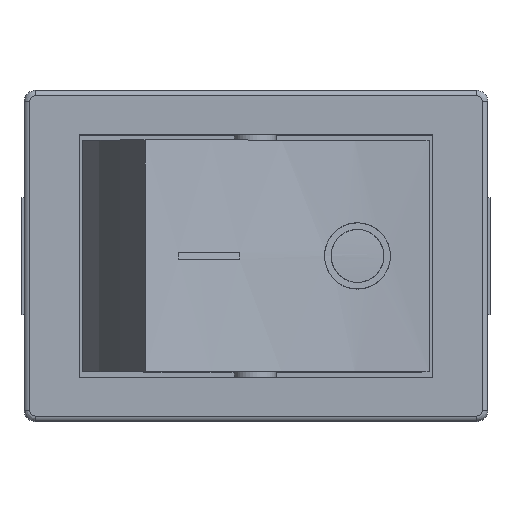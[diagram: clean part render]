
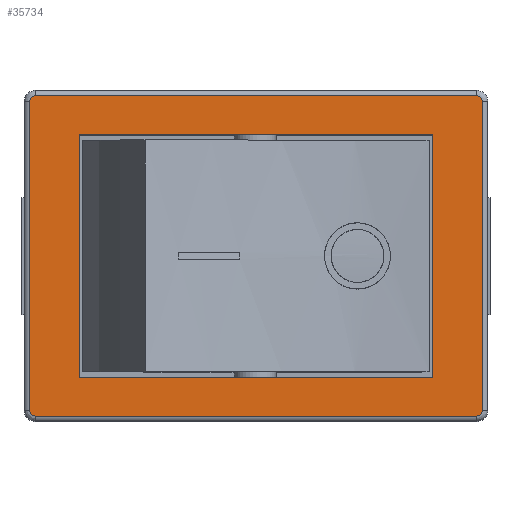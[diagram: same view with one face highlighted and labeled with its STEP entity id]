
A CAD part, top view. The second image highlights one B-rep face of the part: STEP entity #35734.
In plain terms, the highlighted planar face has unit normal (0, 0, 1).
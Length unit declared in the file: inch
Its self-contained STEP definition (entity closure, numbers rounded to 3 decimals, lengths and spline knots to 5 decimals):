
#35189=CARTESIAN_POINT('',(-0.31496,0.21654,0.64567));
#35190=VERTEX_POINT('',#35189);
#35197=CARTESIAN_POINT('',(-0.31496,-0.21654,0.64567));
#35198=VERTEX_POINT('',#35197);
#35199=CARTESIAN_POINT('',(-0.31496,-0.21654,0.64567));
#35200=DIRECTION('',(0.0,1.0,0.0));
#35201=VECTOR('',#35200,0.43307);
#35202=LINE('',#35199,#35201);
#35203=EDGE_CURVE('',#35198,#35190,#35202,.T.);
#35228=CARTESIAN_POINT('',(0.31496,-0.21654,0.64567));
#35229=VERTEX_POINT('',#35228);
#35230=CARTESIAN_POINT('',(0.31496,-0.21654,0.64567));
#35231=DIRECTION('',(-1.0,0.0,0.0));
#35232=VECTOR('',#35231,0.62992);
#35233=LINE('',#35230,#35232);
#35234=EDGE_CURVE('',#35229,#35198,#35233,.T.);
#35262=CARTESIAN_POINT('',(0.31496,0.21654,0.64567));
#35263=VERTEX_POINT('',#35262);
#35264=CARTESIAN_POINT('',(0.31496,0.21654,0.64567));
#35265=DIRECTION('',(0.0,-1.0,0.0));
#35266=VECTOR('',#35265,0.43307);
#35267=LINE('',#35264,#35266);
#35268=EDGE_CURVE('',#35263,#35229,#35267,.T.);
#35291=CARTESIAN_POINT('',(-0.31496,0.21654,0.64567));
#35292=DIRECTION('',(1.0,0.0,0.0));
#35293=VECTOR('',#35292,0.62992);
#35294=LINE('',#35291,#35293);
#35295=EDGE_CURVE('',#35190,#35263,#35294,.T.);
#35323=CARTESIAN_POINT('',(-0.3937,0.28543,0.64567));
#35324=VERTEX_POINT('',#35323);
#35332=CARTESIAN_POINT('',(0.3937,0.28543,0.64567));
#35333=VERTEX_POINT('',#35332);
#35334=CARTESIAN_POINT('',(-0.3937,0.28543,0.64567));
#35335=DIRECTION('',(1.0,0.0,0.0));
#35336=VECTOR('',#35335,0.7874);
#35337=LINE('',#35334,#35336);
#35338=EDGE_CURVE('',#35324,#35333,#35337,.T.);
#35377=CARTESIAN_POINT('',(-0.40354,0.27559,0.64567));
#35378=VERTEX_POINT('',#35377);
#35386=CARTESIAN_POINT('',(-0.3937,0.27559,0.64567));
#35387=DIRECTION('',(0.0,0.0,-1.0));
#35388=DIRECTION('',(-0.707,0.707,0.0));
#35389=AXIS2_PLACEMENT_3D('',#35386,#35387,#35388);
#35390=CIRCLE('',#35389,0.00984);
#35391=EDGE_CURVE('',#35378,#35324,#35390,.T.);
#35427=CARTESIAN_POINT('',(0.40354,0.27559,0.64567));
#35428=VERTEX_POINT('',#35427);
#35446=CARTESIAN_POINT('',(0.3937,0.27559,0.64567));
#35447=DIRECTION('',(0.0,0.0,-1.0));
#35448=DIRECTION('',(0.707,0.707,0.0));
#35449=AXIS2_PLACEMENT_3D('',#35446,#35447,#35448);
#35450=CIRCLE('',#35449,0.00984);
#35451=EDGE_CURVE('',#35333,#35428,#35450,.T.);
#35463=CARTESIAN_POINT('',(-0.40354,-0.27559,0.64567));
#35464=VERTEX_POINT('',#35463);
#35472=CARTESIAN_POINT('',(-0.40354,-0.27559,0.64567));
#35473=DIRECTION('',(0.0,1.0,0.0));
#35474=VECTOR('',#35473,0.55118);
#35475=LINE('',#35472,#35474);
#35476=EDGE_CURVE('',#35464,#35378,#35475,.T.);
#35493=CARTESIAN_POINT('',(0.40354,-0.27559,0.64567));
#35494=VERTEX_POINT('',#35493);
#35511=CARTESIAN_POINT('',(0.40354,0.27559,0.64567));
#35512=DIRECTION('',(0.0,-1.0,0.0));
#35513=VECTOR('',#35512,0.55118);
#35514=LINE('',#35511,#35513);
#35515=EDGE_CURVE('',#35428,#35494,#35514,.T.);
#35539=CARTESIAN_POINT('',(-0.3937,-0.28543,0.64567));
#35540=VERTEX_POINT('',#35539);
#35548=CARTESIAN_POINT('',(-0.3937,-0.27559,0.64567));
#35549=DIRECTION('',(0.0,0.0,-1.0));
#35550=DIRECTION('',(-0.707,-0.707,0.0));
#35551=AXIS2_PLACEMENT_3D('',#35548,#35549,#35550);
#35552=CIRCLE('',#35551,0.00984);
#35553=EDGE_CURVE('',#35540,#35464,#35552,.T.);
#35589=CARTESIAN_POINT('',(0.3937,-0.28543,0.64567));
#35590=VERTEX_POINT('',#35589);
#35608=CARTESIAN_POINT('',(0.3937,-0.27559,0.64567));
#35609=DIRECTION('',(0.0,0.0,-1.0));
#35610=DIRECTION('',(0.707,-0.707,0.0));
#35611=AXIS2_PLACEMENT_3D('',#35608,#35609,#35610);
#35612=CIRCLE('',#35611,0.00984);
#35613=EDGE_CURVE('',#35494,#35590,#35612,.T.);
#35631=CARTESIAN_POINT('',(0.3937,-0.28543,0.64567));
#35632=DIRECTION('',(-1.0,0.0,0.0));
#35633=VECTOR('',#35632,0.7874);
#35634=LINE('',#35631,#35633);
#35635=EDGE_CURVE('',#35590,#35540,#35634,.T.);
#35713=CARTESIAN_POINT('',(-0.4439,-0.31398,0.64567));
#35714=DIRECTION('',(0.0,0.0,1.0));
#35715=DIRECTION('',(1.0,0.0,0.0));
#35716=AXIS2_PLACEMENT_3D('',#35713,#35714,#35715);
#35717=PLANE('',#35716);
#35718=ORIENTED_EDGE('',*,*,#35338,.F.);
#35719=ORIENTED_EDGE('',*,*,#35391,.F.);
#35720=ORIENTED_EDGE('',*,*,#35476,.F.);
#35721=ORIENTED_EDGE('',*,*,#35553,.F.);
#35722=ORIENTED_EDGE('',*,*,#35635,.F.);
#35723=ORIENTED_EDGE('',*,*,#35613,.F.);
#35724=ORIENTED_EDGE('',*,*,#35515,.F.);
#35725=ORIENTED_EDGE('',*,*,#35451,.F.);
#35726=EDGE_LOOP('',(#35718,#35719,#35720,#35721,#35722,#35723,#35724,#35725));
#35727=FACE_OUTER_BOUND('',#35726,.T.);
#35728=ORIENTED_EDGE('',*,*,#35203,.T.);
#35729=ORIENTED_EDGE('',*,*,#35295,.T.);
#35730=ORIENTED_EDGE('',*,*,#35268,.T.);
#35731=ORIENTED_EDGE('',*,*,#35234,.T.);
#35732=EDGE_LOOP('',(#35728,#35729,#35730,#35731));
#35733=FACE_BOUND('',#35732,.T.);
#35734=ADVANCED_FACE('',(#35727,#35733),#35717,.T.);
